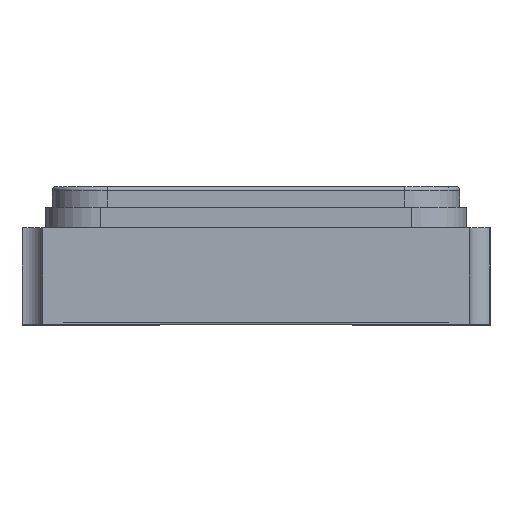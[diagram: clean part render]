
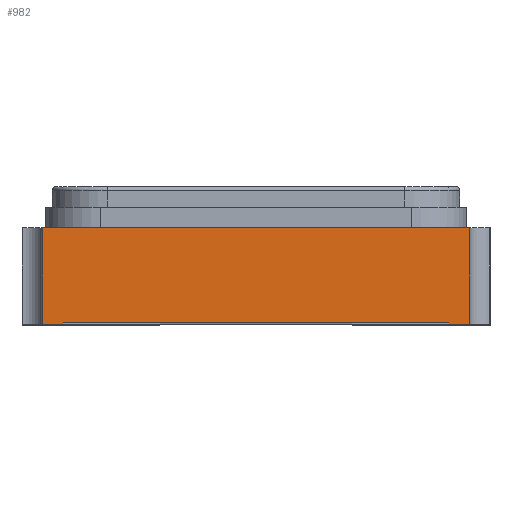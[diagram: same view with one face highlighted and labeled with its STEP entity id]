
A CAD part, top view. The second image highlights one B-rep face of the part: STEP entity #982.
In plain terms, the highlighted planar face has unit normal (0, 0, 1).
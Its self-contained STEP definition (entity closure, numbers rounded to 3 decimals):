
#12 = FACE_OUTER_BOUND ( 'NONE', #137, .T. ) ;
#32 = DIRECTION ( 'NONE',  ( -1., 0., 0. ) ) ;
#79 = DIRECTION ( 'NONE',  ( -1., 0., 0. ) ) ;
#137 = EDGE_LOOP ( 'NONE', ( #1712, #2688, #775, #2535, #1402, #1529, #390, #1183 ) ) ;
#248 = VERTEX_POINT ( 'NONE', #764 ) ;
#259 = LINE ( 'NONE', #3238, #770 ) ;
#308 = PLANE ( 'NONE',  #747 ) ;
#380 = VECTOR ( 'NONE', #32, 1000. ) ;
#390 = ORIENTED_EDGE ( 'NONE', *, *, #2533, .F. ) ;
#562 = CARTESIAN_POINT ( 'NONE',  ( 3.25, -0.05, 5.2 ) ) ;
#621 = EDGE_CURVE ( 'NONE', #1320, #3123, #2811, .T. ) ;
#667 = DIRECTION ( 'NONE',  ( -1., 0., 0. ) ) ;
#717 = VECTOR ( 'NONE', #2125, 1000. ) ;
#747 = AXIS2_PLACEMENT_3D ( 'NONE', #3158, #864, #79 ) ;
#764 = CARTESIAN_POINT ( 'NONE',  ( 0.15, 0., 5.2 ) ) ;
#770 = VECTOR ( 'NONE', #2920, 1000. ) ;
#775 = ORIENTED_EDGE ( 'NONE', *, *, #621, .F. ) ;
#864 = DIRECTION ( 'NONE',  ( 0., 0., -1. ) ) ;
#915 = VECTOR ( 'NONE', #2937, 1000. ) ;
#982 = ADVANCED_FACE ( 'NONE', ( #12 ), #308, .F. ) ;
#1183 = ORIENTED_EDGE ( 'NONE', *, *, #3271, .F. ) ;
#1320 = VERTEX_POINT ( 'NONE', #2242 ) ;
#1402 = ORIENTED_EDGE ( 'NONE', *, *, #2762, .F. ) ;
#1409 = LINE ( 'NONE', #1631, #3420 ) ;
#1466 = VECTOR ( 'NONE', #667, 1000. ) ;
#1502 = EDGE_CURVE ( 'NONE', #3123, #2807, #2493, .T. ) ;
#1526 = CARTESIAN_POINT ( 'NONE',  ( 0.3, 1., 5.2 ) ) ;
#1529 = ORIENTED_EDGE ( 'NONE', *, *, #1978, .F. ) ;
#1544 = VECTOR ( 'NONE', #2744, 1000. ) ;
#1631 = CARTESIAN_POINT ( 'NONE',  ( 0.15, 1., 5.2 ) ) ;
#1712 = ORIENTED_EDGE ( 'NONE', *, *, #1959, .F. ) ;
#1841 = CARTESIAN_POINT ( 'NONE',  ( 0., 0.01, 5.2 ) ) ;
#1842 = LINE ( 'NONE', #562, #717 ) ;
#1884 = LINE ( 'NONE', #3011, #380 ) ;
#1922 = CARTESIAN_POINT ( 'NONE',  ( 0.3, 0.01, 5.2 ) ) ;
#1959 = EDGE_CURVE ( 'NONE', #2807, #2309, #3458, .T. ) ;
#1978 = EDGE_CURVE ( 'NONE', #248, #2874, #1409, .T. ) ;
#2125 = DIRECTION ( 'NONE',  ( 0., 1., 0. ) ) ;
#2171 = CARTESIAN_POINT ( 'NONE',  ( 3.1, 1., 5.2 ) ) ;
#2191 = VERTEX_POINT ( 'NONE', #2642 ) ;
#2242 = CARTESIAN_POINT ( 'NONE',  ( 3.25, 0., 5.2 ) ) ;
#2309 = VERTEX_POINT ( 'NONE', #1922 ) ;
#2337 = VERTEX_POINT ( 'NONE', #3344 ) ;
#2410 = CARTESIAN_POINT ( 'NONE',  ( 3.1, 0.01, 5.2 ) ) ;
#2493 = LINE ( 'NONE', #2171, #1544 ) ;
#2533 = EDGE_CURVE ( 'NONE', #2191, #248, #1884, .T. ) ;
#2535 = ORIENTED_EDGE ( 'NONE', *, *, #2890, .T. ) ;
#2617 = CARTESIAN_POINT ( 'NONE',  ( 0., 0., 5.2 ) ) ;
#2642 = CARTESIAN_POINT ( 'NONE',  ( 0.3, 0., 5.2 ) ) ;
#2688 = ORIENTED_EDGE ( 'NONE', *, *, #1502, .F. ) ;
#2744 = DIRECTION ( 'NONE',  ( 0., 1., 0. ) ) ;
#2762 = EDGE_CURVE ( 'NONE', #2874, #2337, #259, .T. ) ;
#2807 = VERTEX_POINT ( 'NONE', #2410 ) ;
#2811 = LINE ( 'NONE', #2617, #1466 ) ;
#2874 = VERTEX_POINT ( 'NONE', #3481 ) ;
#2890 = EDGE_CURVE ( 'NONE', #1320, #2337, #1842, .T. ) ;
#2920 = DIRECTION ( 'NONE',  ( 1., 0., 0. ) ) ;
#2937 = DIRECTION ( 'NONE',  ( -1., 0., 0. ) ) ;
#2996 = VECTOR ( 'NONE', #3155, 1000. ) ;
#3011 = CARTESIAN_POINT ( 'NONE',  ( 0., 0., 5.2 ) ) ;
#3123 = VERTEX_POINT ( 'NONE', #3244 ) ;
#3155 = DIRECTION ( 'NONE',  ( 0., -1., 0. ) ) ;
#3158 = CARTESIAN_POINT ( 'NONE',  ( 0., 1., 5.2 ) ) ;
#3238 = CARTESIAN_POINT ( 'NONE',  ( 1.7, 0.7, 5.2 ) ) ;
#3244 = CARTESIAN_POINT ( 'NONE',  ( 3.1, 0., 5.2 ) ) ;
#3271 = EDGE_CURVE ( 'NONE', #2309, #2191, #3428, .T. ) ;
#3280 = DIRECTION ( 'NONE',  ( 0., 1., 0. ) ) ;
#3344 = CARTESIAN_POINT ( 'NONE',  ( 3.25, 0.7, 5.2 ) ) ;
#3420 = VECTOR ( 'NONE', #3280, 1000. ) ;
#3428 = LINE ( 'NONE', #1526, #2996 ) ;
#3458 = LINE ( 'NONE', #1841, #915 ) ;
#3481 = CARTESIAN_POINT ( 'NONE',  ( 0.15, 0.7, 5.2 ) ) ;
